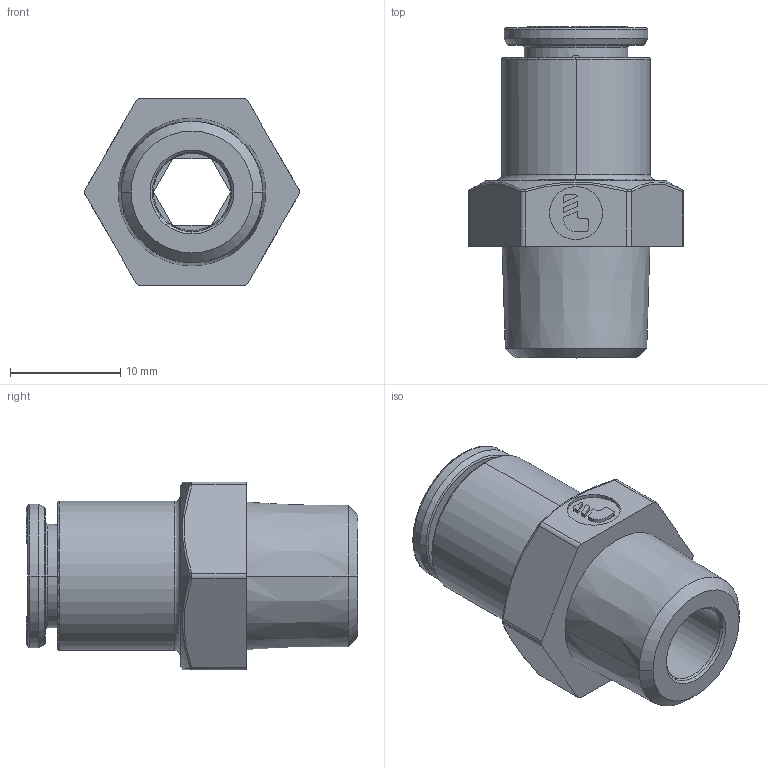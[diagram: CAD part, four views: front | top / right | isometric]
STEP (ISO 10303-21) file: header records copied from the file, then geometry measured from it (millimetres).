
FILE_DESCRIPTION(('STEP AP214'),'1');
FILE_NAME('6875_08_13.stp','2016-07-07T14:46:51',('TraceParts'),('TraceParts S.A.'),'Spatial InterOp 3D',' ',' ');
FILE_SCHEMA(('automotive_design'));
Length unit declared in the file: millimetre
Products named in the file (6): 6875 08 13|44108-19_ASM_1821#44108-19_ASM|44108-30_1817#44108-30;Solide1; 6875 08 13|44108-19_ASM_1821#44108-19_ASM|44108-32_1818#44108-32;Solide1; 6875 08 13|44108-19_ASM_1821#44108-19_ASM|44108_1819#44108;Solide1; 6875 08 13|44108-19_ASM_1821#44108-19_ASM|44108-40_1820#44108-40;Solide1; 6875 08 13|44518-20-06_1816#44518-20-06;Solide1; 6875 08 13|44108-11-10-ASM_1822#44108-11-10-ASM;Solide1
Bounding box: 19.48 x 30.05 x 17 mm (x, y, z)
Volume: 3228.9 mm3; surface area: 4115.7 mm2
Topology: 6 solids, 6 shells, 796 faces, 2110 edges, 1367 vertices
Faces by surface type: plane 460, bspline 124, cone 84, cylinder 78, torus 48, sphere 2
Entity records: 34736 total; most frequent: CARTESIAN_POINT 8860, ORIENTED_EDGE 4216, DIRECTION 3710, EDGE_CURVE 2108, LINE 1442, VECTOR 1442, VERTEX_POINT 1367, AXIS2_PLACEMENT_3D 1134
